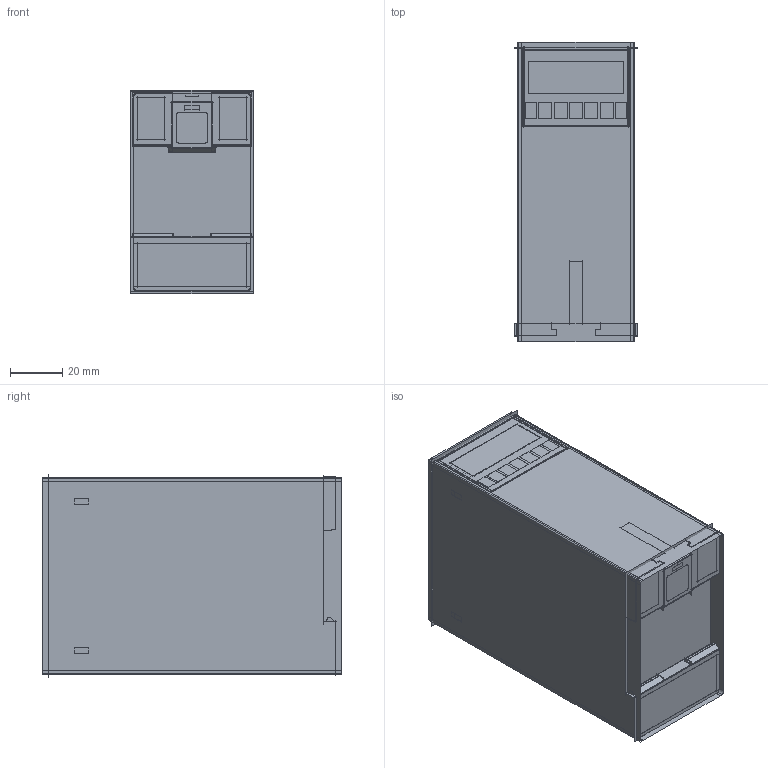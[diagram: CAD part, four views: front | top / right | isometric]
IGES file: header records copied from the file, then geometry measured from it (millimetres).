
Start section:  PTC IGES file: 193982_sm01.igs
Global section: file name: 193982_sm01.igs; native system: Creo Parametric by PTC Inc.; preprocessor: 2019292; author: PDMAdmin; organization: Unknown; date: 20220707.101842; units: millimetre
Bounding box: 46.8 x 114.4 x 78 mm (x, y, z)
Volume: 356614.5 mm3; surface area: 162354.5 mm2
Topology: 1 solids, 1 shells, 650 faces, 3090 edges, 3774 vertices
Faces by surface type: bspline 518, revolution 132
